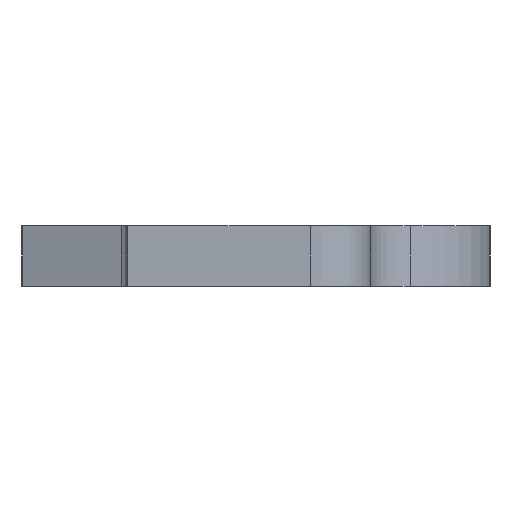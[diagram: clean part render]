
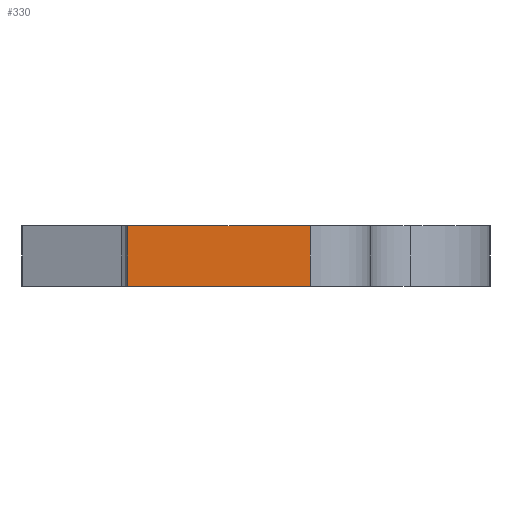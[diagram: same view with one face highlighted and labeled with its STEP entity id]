
A CAD part, left-side view. The second image highlights one B-rep face of the part: STEP entity #330.
In plain terms, the highlighted planar face has unit normal (-1, 0, 0).
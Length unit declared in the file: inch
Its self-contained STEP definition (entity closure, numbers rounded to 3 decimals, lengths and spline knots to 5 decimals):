
#191 = LINE ( 'NONE', #14532, #12101 ) ;
#330 = ADVANCED_FACE ( 'NONE', ( #21803 ), #14701, .T. ) ;
#2217 = VECTOR ( 'NONE', #9479, 39.37008 ) ;
#2391 = VECTOR ( 'NONE', #11476, 39.37008 ) ;
#2441 = ORIENTED_EDGE ( 'NONE', *, *, #7986, .F. ) ;
#3759 = CARTESIAN_POINT ( 'NONE',  ( -17.75, 0.33, -0.0625 ) ) ;
#4045 = DIRECTION ( 'NONE',  ( 0., -1., 0. ) ) ;
#6502 = CARTESIAN_POINT ( 'NONE',  ( -17.75, -0.55, 0.0625 ) ) ;
#7986 = EDGE_CURVE ( 'NONE', #12597, #23179, #15457, .T. ) ;
#9479 = DIRECTION ( 'NONE',  ( 0., 1., 0. ) ) ;
#11476 = DIRECTION ( 'NONE',  ( 0., 0., 1. ) ) ;
#12101 = VECTOR ( 'NONE', #16691, 39.37008 ) ;
#12536 = DIRECTION ( 'NONE',  ( -1., 0., 0. ) ) ;
#12597 = VERTEX_POINT ( 'NONE', #15511 ) ;
#13955 = LINE ( 'NONE', #14107, #2217 ) ;
#14107 = CARTESIAN_POINT ( 'NONE',  ( -17.75, -0.55, -0.0625 ) ) ;
#14251 = CARTESIAN_POINT ( 'NONE',  ( -17.75, -0.05, 0.0625 ) ) ;
#14532 = CARTESIAN_POINT ( 'NONE',  ( -17.75, 0.33, -0.0625 ) ) ;
#14701 = PLANE ( 'NONE',  #27427 ) ;
#14782 = EDGE_CURVE ( 'NONE', #22002, #27657, #13955, .T. ) ;
#14868 = CARTESIAN_POINT ( 'NONE',  ( -17.75, -0.05, -0.0625 ) ) ;
#15077 = EDGE_CURVE ( 'NONE', #27657, #12597, #191, .T. ) ;
#15315 = EDGE_LOOP ( 'NONE', ( #26721, #24922, #2441, #25272 ) ) ;
#15457 = LINE ( 'NONE', #6502, #24259 ) ;
#15511 = CARTESIAN_POINT ( 'NONE',  ( -17.75, 0.33, 0.0625 ) ) ;
#16691 = DIRECTION ( 'NONE',  ( 0., 0., 1. ) ) ;
#20615 = EDGE_CURVE ( 'NONE', #22002, #23179, #27969, .T. ) ;
#21803 = FACE_OUTER_BOUND ( 'NONE', #15315, .T. ) ;
#22002 = VERTEX_POINT ( 'NONE', #14868 ) ;
#23179 = VERTEX_POINT ( 'NONE', #14251 ) ;
#23946 = CARTESIAN_POINT ( 'NONE',  ( -17.75, 0., 0. ) ) ;
#24259 = VECTOR ( 'NONE', #4045, 39.37008 ) ;
#24922 = ORIENTED_EDGE ( 'NONE', *, *, #20615, .T. ) ;
#25272 = ORIENTED_EDGE ( 'NONE', *, *, #15077, .F. ) ;
#25949 = DIRECTION ( 'NONE',  ( 0., 0., 1. ) ) ;
#26721 = ORIENTED_EDGE ( 'NONE', *, *, #14782, .F. ) ;
#27427 = AXIS2_PLACEMENT_3D ( 'NONE', #23946, #12536, #25949 ) ;
#27657 = VERTEX_POINT ( 'NONE', #3759 ) ;
#27675 = CARTESIAN_POINT ( 'NONE',  ( -17.75, -0.05, 0.0625 ) ) ;
#27969 = LINE ( 'NONE', #27675, #2391 ) ;
